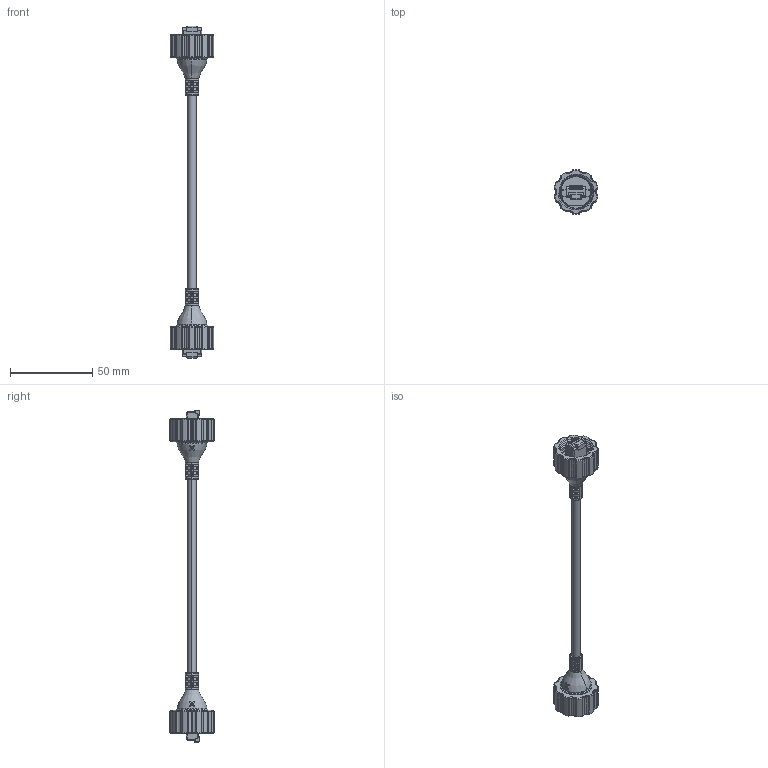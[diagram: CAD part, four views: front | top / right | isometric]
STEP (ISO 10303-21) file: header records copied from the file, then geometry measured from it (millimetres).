
FILE_DESCRIPTION (( 'STEP AP214' ), '1' );
FILE_NAME ('+JSCAU004 R02.STEP', '2019-09-26T08:23:42', ( '' ), ( '' ), 'SwSTEP 2.0', 'SolidWorks 2018', '' );
FILE_SCHEMA (( 'AUTOMOTIVE_DESIGN' ));
Length unit declared in the file: millimetre
Products named in the file (1): +JSCAU004 R02
Bounding box: 26.64 x 27.08 x 202.19 mm (x, y, z)
Volume: 17511.7 mm3; surface area: 14250.6 mm2
Topology: 1 solids, 1 shells, 1650 faces, 4358 edges, 2664 vertices
Faces by surface type: plane 540, cylinder 458, bspline 294, cone 286, torus 72
Entity records: 83616 total; most frequent: CARTESIAN_POINT 27931, ORIENTED_EDGE 8524, DIRECTION 6868, EDGE_CURVE 4262, VERTEX_POINT 2664, AXIS2_PLACEMENT_3D 2459, VECTOR 1950, LINE 1950
